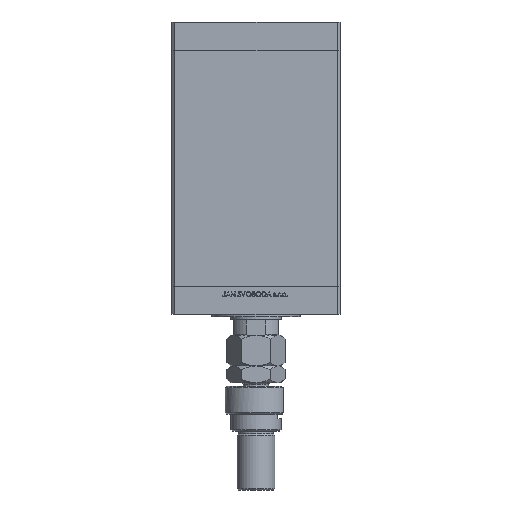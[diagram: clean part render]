
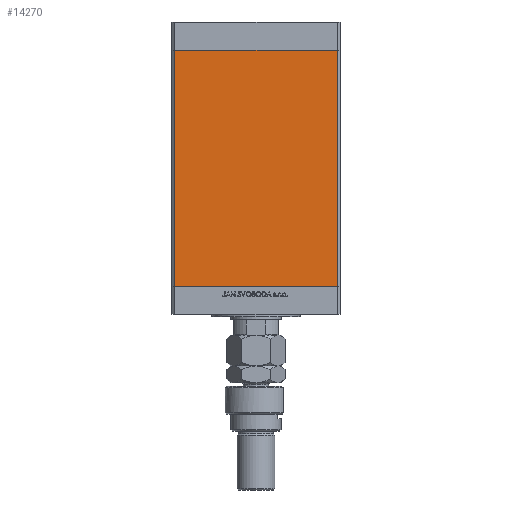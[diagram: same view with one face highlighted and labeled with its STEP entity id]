
A CAD part, front view. The second image highlights one B-rep face of the part: STEP entity #14270.
In plain terms, the highlighted planar face has unit normal (0, -1, 0).
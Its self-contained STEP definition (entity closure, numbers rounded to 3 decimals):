
#3353 = LINE ( 'NONE', #35452, #23006 ) ;
#4535 = CARTESIAN_POINT ( 'NONE',  ( 58., -51., 168.5 ) ) ;
#4960 = LINE ( 'NONE', #21269, #12399 ) ;
#6372 = ORIENTED_EDGE ( 'NONE', *, *, #11589, .F. ) ;
#6984 = DIRECTION ( 'NONE',  ( 0., 0., -1. ) ) ;
#7237 = CARTESIAN_POINT ( 'NONE',  ( -58., -51., 168.5 ) ) ;
#7807 = DIRECTION ( 'NONE',  ( 0., 0., -1. ) ) ;
#11589 = EDGE_CURVE ( 'NONE', #51636, #26887, #51231, .T. ) ;
#11636 = ORIENTED_EDGE ( 'NONE', *, *, #32631, .T. ) ;
#11753 = VECTOR ( 'NONE', #7807, 1000. ) ;
#12399 = VECTOR ( 'NONE', #17345, 1000. ) ;
#14270 = ADVANCED_FACE ( 'NONE', ( #35419 ), #19619, .F. ) ;
#15676 = CARTESIAN_POINT ( 'NONE',  ( -58., -51., 168.5 ) ) ;
#17345 = DIRECTION ( 'NONE',  ( 1., 0., 0. ) ) ;
#18197 = ORIENTED_EDGE ( 'NONE', *, *, #21313, .T. ) ;
#19082 = CARTESIAN_POINT ( 'NONE',  ( -58., -51., 0. ) ) ;
#19619 = PLANE ( 'NONE',  #33738 ) ;
#21269 = CARTESIAN_POINT ( 'NONE',  ( -58., -51., 168.5 ) ) ;
#21313 = EDGE_CURVE ( 'NONE', #21627, #26887, #3353, .T. ) ;
#21627 = VERTEX_POINT ( 'NONE', #19082 ) ;
#21928 = VERTEX_POINT ( 'NONE', #27180 ) ;
#23006 = VECTOR ( 'NONE', #31253, 1000. ) ;
#25080 = EDGE_LOOP ( 'NONE', ( #18197, #6372, #49653, #11636 ) ) ;
#26887 = VERTEX_POINT ( 'NONE', #43465 ) ;
#27180 = CARTESIAN_POINT ( 'NONE',  ( -58., -51., 168.5 ) ) ;
#27805 = CARTESIAN_POINT ( 'NONE',  ( 58., -51., 168.5 ) ) ;
#31253 = DIRECTION ( 'NONE',  ( 1., 0., 0. ) ) ;
#32056 = EDGE_CURVE ( 'NONE', #21928, #51636, #4960, .T. ) ;
#32631 = EDGE_CURVE ( 'NONE', #21928, #21627, #35131, .T. ) ;
#33738 = AXIS2_PLACEMENT_3D ( 'NONE', #15676, #35672, #51467 ) ;
#35131 = LINE ( 'NONE', #7237, #45163 ) ;
#35419 = FACE_OUTER_BOUND ( 'NONE', #25080, .T. ) ;
#35452 = CARTESIAN_POINT ( 'NONE',  ( -58., -51., 0. ) ) ;
#35672 = DIRECTION ( 'NONE',  ( 0., 1., 0. ) ) ;
#43465 = CARTESIAN_POINT ( 'NONE',  ( 58., -51., 0. ) ) ;
#45163 = VECTOR ( 'NONE', #6984, 1000. ) ;
#49653 = ORIENTED_EDGE ( 'NONE', *, *, #32056, .F. ) ;
#51231 = LINE ( 'NONE', #27805, #11753 ) ;
#51467 = DIRECTION ( 'NONE',  ( 0., 0., 1. ) ) ;
#51636 = VERTEX_POINT ( 'NONE', #4535 ) ;
